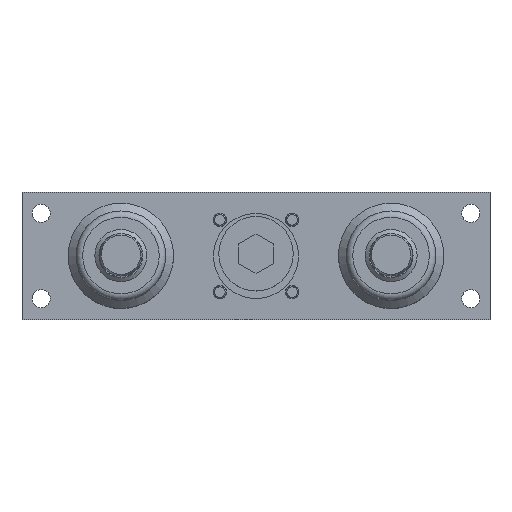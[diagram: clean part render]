
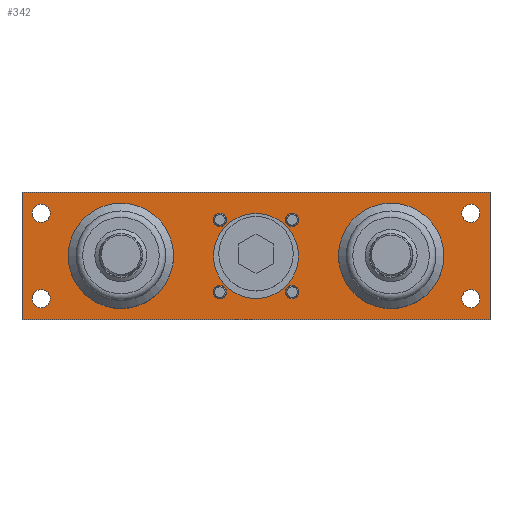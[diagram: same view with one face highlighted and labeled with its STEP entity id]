
A CAD part, top view. The second image highlights one B-rep face of the part: STEP entity #342.
In plain terms, the highlighted planar face has unit normal (0, 0, 1).
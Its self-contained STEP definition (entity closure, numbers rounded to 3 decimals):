
#342 = ADVANCED_FACE( '', ( #912, #913, #914, #915, #916, #917, #918, #919, #920, #921, #922, #923 ), #924, .F. );
#912 = FACE_BOUND( '', #1885, .T. );
#913 = FACE_OUTER_BOUND( '', #1886, .T. );
#914 = FACE_BOUND( '', #1887, .T. );
#915 = FACE_BOUND( '', #1888, .T. );
#916 = FACE_BOUND( '', #1889, .T. );
#917 = FACE_BOUND( '', #1890, .T. );
#918 = FACE_BOUND( '', #1891, .T. );
#919 = FACE_BOUND( '', #1892, .T. );
#920 = FACE_BOUND( '', #1893, .T. );
#921 = FACE_BOUND( '', #1894, .T. );
#922 = FACE_BOUND( '', #1895, .T. );
#923 = FACE_BOUND( '', #1896, .T. );
#924 = PLANE( '', #1897 );
#1885 = EDGE_LOOP( '', ( #2922 ) );
#1886 = EDGE_LOOP( '', ( #2923, #2924, #2925, #2926 ) );
#1887 = EDGE_LOOP( '', ( #2927 ) );
#1888 = EDGE_LOOP( '', ( #2928 ) );
#1889 = EDGE_LOOP( '', ( #2929 ) );
#1890 = EDGE_LOOP( '', ( #2930 ) );
#1891 = EDGE_LOOP( '', ( #2931 ) );
#1892 = EDGE_LOOP( '', ( #2932 ) );
#1893 = EDGE_LOOP( '', ( #2933 ) );
#1894 = EDGE_LOOP( '', ( #2934 ) );
#1895 = EDGE_LOOP( '', ( #2935 ) );
#1896 = EDGE_LOOP( '', ( #2936 ) );
#1897 = AXIS2_PLACEMENT_3D( '', #2937, #2938, #2939 );
#2922 = ORIENTED_EDGE( '', *, *, #4697, .T. );
#2923 = ORIENTED_EDGE( '', *, *, #4698, .F. );
#2924 = ORIENTED_EDGE( '', *, *, #4699, .F. );
#2925 = ORIENTED_EDGE( '', *, *, #4700, .F. );
#2926 = ORIENTED_EDGE( '', *, *, #4701, .F. );
#2927 = ORIENTED_EDGE( '', *, *, #4672, .T. );
#2928 = ORIENTED_EDGE( '', *, *, #4618, .F. );
#2929 = ORIENTED_EDGE( '', *, *, #4702, .F. );
#2930 = ORIENTED_EDGE( '', *, *, #4703, .T. );
#2931 = ORIENTED_EDGE( '', *, *, #4621, .T. );
#2932 = ORIENTED_EDGE( '', *, *, #4704, .T. );
#2933 = ORIENTED_EDGE( '', *, *, #4705, .T. );
#2934 = ORIENTED_EDGE( '', *, *, #4706, .T. );
#2935 = ORIENTED_EDGE( '', *, *, #4707, .T. );
#2936 = ORIENTED_EDGE( '', *, *, #4708, .F. );
#2937 = CARTESIAN_POINT( '', ( -110., 30., 13.8 ) );
#2938 = DIRECTION( '', ( 0., 0., -1. ) );
#2939 = DIRECTION( '', ( 0., 1., 0. ) );
#4618 = EDGE_CURVE( '', #5302, #5302, #5303, .T. );
#4621 = EDGE_CURVE( '', #5307, #5307, #5308, .T. );
#4672 = EDGE_CURVE( '', #5395, #5395, #5396, .T. );
#4697 = EDGE_CURVE( '', #5439, #5439, #5440, .T. );
#4698 = EDGE_CURVE( '', #5441, #5442, #5443, .T. );
#4699 = EDGE_CURVE( '', #5444, #5441, #5445, .T. );
#4700 = EDGE_CURVE( '', #5446, #5444, #5447, .T. );
#4701 = EDGE_CURVE( '', #5442, #5446, #5448, .T. );
#4702 = EDGE_CURVE( '', #5449, #5449, #5450, .T. );
#4703 = EDGE_CURVE( '', #5451, #5451, #5452, .T. );
#4704 = EDGE_CURVE( '', #5453, #5453, #5454, .T. );
#4705 = EDGE_CURVE( '', #5455, #5455, #5456, .T. );
#4706 = EDGE_CURVE( '', #5457, #5457, #5458, .T. );
#4707 = EDGE_CURVE( '', #5459, #5459, #5460, .T. );
#4708 = EDGE_CURVE( '', #5461, #5461, #5462, .T. );
#5302 = VERTEX_POINT( '', #6329 );
#5303 = CIRCLE( '', #6330, 4.25 );
#5307 = VERTEX_POINT( '', #6334 );
#5308 = CIRCLE( '', #6335, 3.1 );
#5395 = VERTEX_POINT( '', #6448 );
#5396 = CIRCLE( '', #6449, 4.25 );
#5439 = VERTEX_POINT( '', #6539 );
#5440 = CIRCLE( '', #6540, 24.75 );
#5441 = VERTEX_POINT( '', #6541 );
#5442 = VERTEX_POINT( '', #6542 );
#5443 = LINE( '', #6543, #6544 );
#5444 = VERTEX_POINT( '', #6545 );
#5445 = LINE( '', #6546, #6547 );
#5446 = VERTEX_POINT( '', #6548 );
#5447 = LINE( '', #6549, #6550 );
#5448 = LINE( '', #6551, #6552 );
#5449 = VERTEX_POINT( '', #6553 );
#5450 = CIRCLE( '', #6554, 4.25 );
#5451 = VERTEX_POINT( '', #6555 );
#5452 = CIRCLE( '', #6556, 4.25 );
#5453 = VERTEX_POINT( '', #6557 );
#5454 = CIRCLE( '', #6558, 3.1 );
#5455 = VERTEX_POINT( '', #6559 );
#5456 = CIRCLE( '', #6560, 3.1 );
#5457 = VERTEX_POINT( '', #6561 );
#5458 = CIRCLE( '', #6562, 3.1 );
#5459 = VERTEX_POINT( '', #6563 );
#5460 = CIRCLE( '', #6564, 19.98 );
#5461 = VERTEX_POINT( '', #6565 );
#5462 = CIRCLE( '', #6566, 24.75 );
#6329 = CARTESIAN_POINT( '', ( -105.25, 20., 13.8 ) );
#6330 = AXIS2_PLACEMENT_3D( '', #7964, #7965, #7966 );
#6334 = CARTESIAN_POINT( '', ( 20.071, 16.971, 13.8 ) );
#6335 = AXIS2_PLACEMENT_3D( '', #7970, #7971, #7972 );
#6448 = CARTESIAN_POINT( '', ( 105.25, 20., 13.8 ) );
#6449 = AXIS2_PLACEMENT_3D( '', #8035, #8036, #8037 );
#6539 = CARTESIAN_POINT( '', ( 38.75, 0., 13.8 ) );
#6540 = AXIS2_PLACEMENT_3D( '', #8061, #8062, #8063 );
#6541 = CARTESIAN_POINT( '', ( -110., -30., 13.8 ) );
#6542 = CARTESIAN_POINT( '', ( -110., 30., 13.8 ) );
#6543 = CARTESIAN_POINT( '', ( -110., -30., 13.8 ) );
#6544 = VECTOR( '', #8064, 1000. );
#6545 = CARTESIAN_POINT( '', ( 110., -30., 13.8 ) );
#6546 = CARTESIAN_POINT( '', ( 110., -30., 13.8 ) );
#6547 = VECTOR( '', #8065, 1000. );
#6548 = CARTESIAN_POINT( '', ( 110., 30., 13.8 ) );
#6549 = CARTESIAN_POINT( '', ( 110., 30., 13.8 ) );
#6550 = VECTOR( '', #8066, 1000. );
#6551 = CARTESIAN_POINT( '', ( -110., 30., 13.8 ) );
#6552 = VECTOR( '', #8067, 1000. );
#6553 = CARTESIAN_POINT( '', ( 105.25, -20., 13.8 ) );
#6554 = AXIS2_PLACEMENT_3D( '', #8068, #8069, #8070 );
#6555 = CARTESIAN_POINT( '', ( -105.25, -20., 13.8 ) );
#6556 = AXIS2_PLACEMENT_3D( '', #8071, #8072, #8073 );
#6557 = CARTESIAN_POINT( '', ( -16.971, 20.071, 13.8 ) );
#6558 = AXIS2_PLACEMENT_3D( '', #8074, #8075, #8076 );
#6559 = CARTESIAN_POINT( '', ( -20.071, -16.971, 13.8 ) );
#6560 = AXIS2_PLACEMENT_3D( '', #8077, #8078, #8079 );
#6561 = CARTESIAN_POINT( '', ( 16.971, -20.071, 13.8 ) );
#6562 = AXIS2_PLACEMENT_3D( '', #8080, #8081, #8082 );
#6563 = CARTESIAN_POINT( '', ( -19.98, 0., 13.8 ) );
#6564 = AXIS2_PLACEMENT_3D( '', #8083, #8084, #8085 );
#6565 = CARTESIAN_POINT( '', ( -38.75, 0., 13.8 ) );
#6566 = AXIS2_PLACEMENT_3D( '', #8086, #8087, #8088 );
#7964 = CARTESIAN_POINT( '', ( -101., 20., 13.8 ) );
#7965 = DIRECTION( '', ( 0., 0., 1. ) );
#7966 = DIRECTION( '', ( -1., 0., 0. ) );
#7970 = CARTESIAN_POINT( '', ( 16.971, 16.971, 13.8 ) );
#7971 = DIRECTION( '', ( 0., 0., -1. ) );
#7972 = DIRECTION( '', ( 1., 0., 0. ) );
#8035 = CARTESIAN_POINT( '', ( 101., 20., 13.8 ) );
#8036 = DIRECTION( '', ( 0., 0., -1. ) );
#8037 = DIRECTION( '', ( 1., 0., 0. ) );
#8061 = CARTESIAN_POINT( '', ( 63.5, 0., 13.8 ) );
#8062 = DIRECTION( '', ( 0., 0., -1. ) );
#8063 = DIRECTION( '', ( -1., 0., 0. ) );
#8064 = DIRECTION( '', ( 0., 1., 0. ) );
#8065 = DIRECTION( '', ( -1., 0., 0. ) );
#8066 = DIRECTION( '', ( 0., -1., 0. ) );
#8067 = DIRECTION( '', ( 1., 0., 0. ) );
#8068 = CARTESIAN_POINT( '', ( 101., -20., 13.8 ) );
#8069 = DIRECTION( '', ( 0., 0., 1. ) );
#8070 = DIRECTION( '', ( 1., 0., 0. ) );
#8071 = CARTESIAN_POINT( '', ( -101., -20., 13.8 ) );
#8072 = DIRECTION( '', ( 0., 0., -1. ) );
#8073 = DIRECTION( '', ( -1., 0., 0. ) );
#8074 = CARTESIAN_POINT( '', ( -16.971, 16.971, 13.8 ) );
#8075 = DIRECTION( '', ( 0., 0., -1. ) );
#8076 = DIRECTION( '', ( 0., 1., 0. ) );
#8077 = CARTESIAN_POINT( '', ( -16.971, -16.971, 13.8 ) );
#8078 = DIRECTION( '', ( 0., 0., -1. ) );
#8079 = DIRECTION( '', ( -1., 0., 0. ) );
#8080 = CARTESIAN_POINT( '', ( 16.971, -16.971, 13.8 ) );
#8081 = DIRECTION( '', ( 0., 0., -1. ) );
#8082 = DIRECTION( '', ( 0., -1., 0. ) );
#8083 = CARTESIAN_POINT( '', ( 0., 0., 13.8 ) );
#8084 = DIRECTION( '', ( 0., 0., -1. ) );
#8085 = DIRECTION( '', ( -1., 0., 0. ) );
#8086 = CARTESIAN_POINT( '', ( -63.5, 0., 13.8 ) );
#8087 = DIRECTION( '', ( 0., 0., 1. ) );
#8088 = DIRECTION( '', ( 1., 0., 0. ) );
